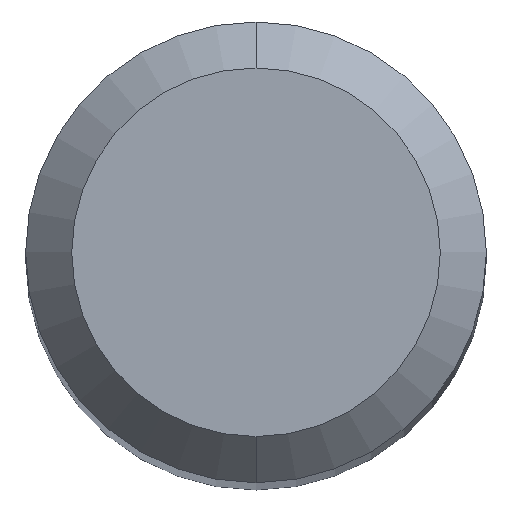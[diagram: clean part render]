
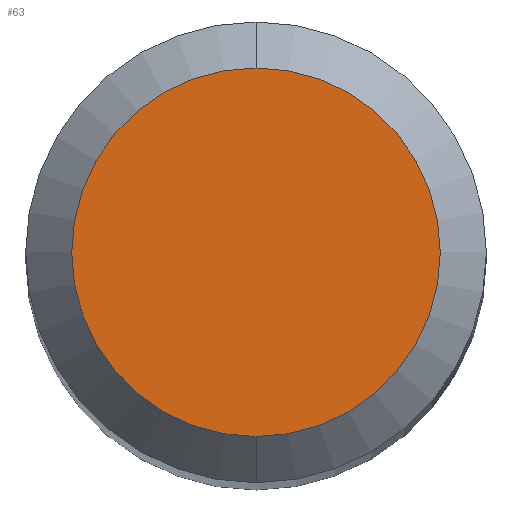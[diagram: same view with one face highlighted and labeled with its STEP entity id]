
A CAD part, top view. The second image highlights one B-rep face of the part: STEP entity #63.
In plain terms, the highlighted planar face has unit normal (0, 0, 1).
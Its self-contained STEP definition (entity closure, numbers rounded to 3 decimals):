
#49=PLANE('',#339);
#63=ADVANCED_FACE('',(#83),#49,.F.);
#83=FACE_OUTER_BOUND('',#97,.T.);
#97=EDGE_LOOP('',(#158,#159));
#110=CIRCLE('',#335,1.6);
#111=CIRCLE('',#337,1.6);
#158=ORIENTED_EDGE('',*,*,#197,.F.);
#159=ORIENTED_EDGE('',*,*,#195,.F.);
#172=VERTEX_POINT('',#492);
#173=VERTEX_POINT('',#494);
#195=EDGE_CURVE('',#172,#173,#110,.T.);
#197=EDGE_CURVE('',#173,#172,#111,.T.);
#335=AXIS2_PLACEMENT_3D('',#493,#421,#422);
#337=AXIS2_PLACEMENT_3D('',#497,#426,#427);
#339=AXIS2_PLACEMENT_3D('',#499,#430,#431);
#421=DIRECTION('',(0.,0.,-1.));
#422=DIRECTION('',(0.,-1.,0.));
#426=DIRECTION('',(0.,0.,-1.));
#427=DIRECTION('',(0.,1.,0.));
#430=DIRECTION('',(0.,0.,-1.));
#431=DIRECTION('',(0.,1.,0.));
#492=CARTESIAN_POINT('',(0.,-1.6,50.));
#493=CARTESIAN_POINT('',(0.,0.,50.));
#494=CARTESIAN_POINT('',(0.,1.6,50.));
#497=CARTESIAN_POINT('',(0.,0.,50.));
#499=CARTESIAN_POINT('',(0.,0.,50.));
